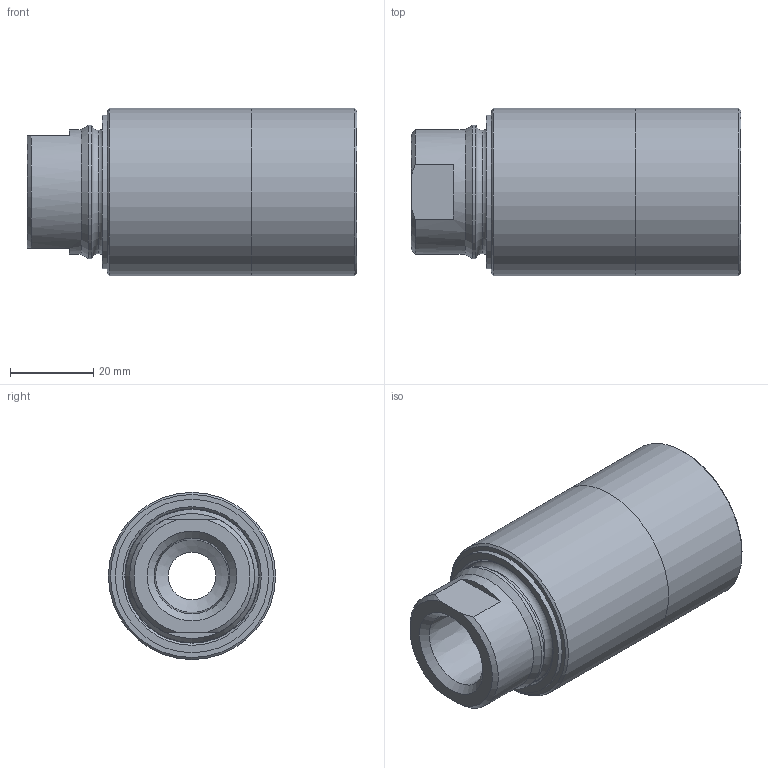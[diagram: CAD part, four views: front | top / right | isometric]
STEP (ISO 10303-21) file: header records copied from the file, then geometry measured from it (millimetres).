
FILE_DESCRIPTION(/* description */ (''),/* implementation_level */ '2;1');
FILE_NAME(/* name */ '60G-1T08.stp',/* time_stamp */ '2016-01-27T09:58:07-06:00',/* author */ ('scottg'),/* organization */ ('FasTest,Inc.'),/* preprocessor_version */ 'ST-DEVELOPER v16.1',/* originating_system */ 'Autodesk Inventor 2016',/* authorisation */ '');
FILE_SCHEMA (('AUTOMOTIVE_DESIGN { 1 0 10303 214 3 1 1 }'));
Length unit declared in the file: inch
Products named in the file (1): 60G-1T08
Bounding box: 79.2 x 40.13 x 40.13 mm (x, y, z)
Volume: 75310.5 mm3; surface area: 16631.5 mm2
Topology: 1 solids, 4 shells, 96 faces, 232 edges, 146 vertices
Faces by surface type: plane 31, cone 30, cylinder 29, torus 6
Full cylindrical faces by diameter (mm): 11.43 x1, 17.348 x1, 17.475 x1, 29.972 x1, 32.004 x2, 32.258 x1, 36.068 x1, 36.83 x1, 40.132 x2
Entity records: 2622 total; most frequent: CARTESIAN_POINT 491, DIRECTION 456, ORIENTED_EDGE 404, EDGE_CURVE 199, AXIS2_PLACEMENT_3D 188, VERTEX_POINT 139, EDGE_LOOP 132, FACE_OUTER_BOUND 96
